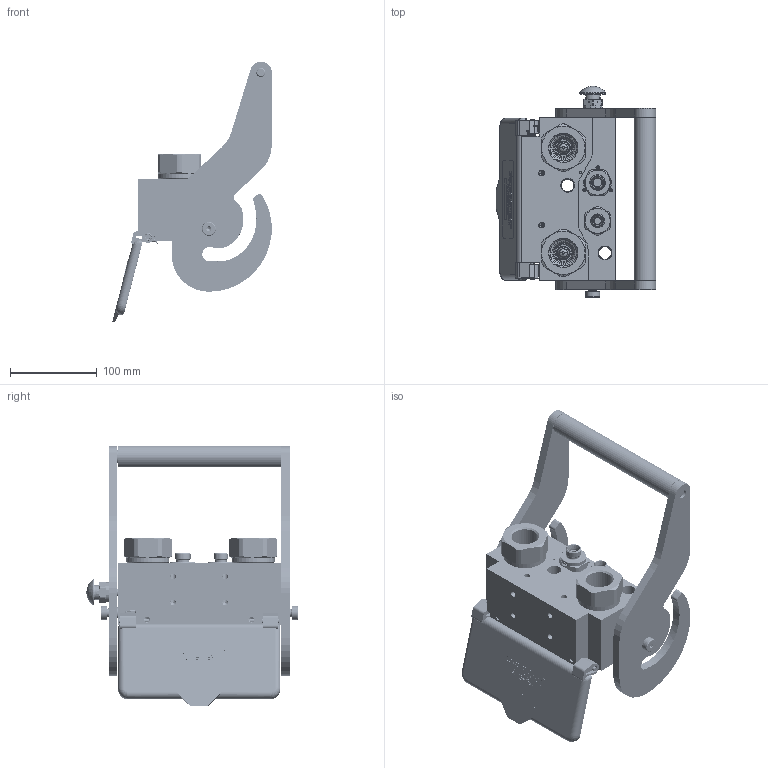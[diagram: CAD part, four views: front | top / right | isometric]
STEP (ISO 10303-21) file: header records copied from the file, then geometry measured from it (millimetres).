
FILE_DESCRIPTION (( 'STEP AP214' ), '1' );
FILE_NAME ('FASTER.step', '2025-12-12T12:15:34', ( '' ), ( '' ), 'SwSTEP 2.0', 'SolidWorks 2017', '' );
FILE_SCHEMA (( 'AUTOMOTIVE_DESIGN' ));
Length unit declared in the file: millimetre
Products named in the file (35): 4830_001_0005_301.prt; A_2ffnb1_gas_f; 4850_001_0001_005.prt; Copia di or1_5x7_m.prt; Copia di 4840_027_0000_001.prt; 2ffnb12-2_18_f; 2ffnb1_gas_f; 4860_013_0000_000.prt; 4340_014_0000_000; Copia di 0048_042_0412_001.prt; P4A_F_BASE; 4830_025_1000_000.prt; Copia di 4860_024_0000_020.prt; Copia di 4860_024_0000_010.prt; 4830_022_0000_011.prt; et011; 4830_001_0005_300.prt; 2ffnb12-2_16_f; 4850_050_0000_000.prt; 4830_001_0004_000.prt; FASTER; 4830_025_2000_000.prt; A_2ffnb12-2_18_f; 4142_072_1000_300; 4860_020_0003_000.prt; 4830_070_0000_001.prt; curs_molla_1; Copia di 4830_025_0000_001.prt; curs_molla_12; A_2ffnb12-2_16_f; 4860_024_0002_000.asm; 4860_024_0002_000; sicura_p5.asm
Assembly tree (39 placements, depth 4):
  FASTER
    P4A_F_BASE
      4860_020_0003_000.prt
      4860_013_0000_000.prt  x2
      4830_001_0004_000.prt  x2
      4850_050_0000_000.prt  x2
      4830_001_0005_301.prt
      4850_001_0001_005.prt
      4830_001_0005_300.prt
    A_2ffnb1_gas_f  x2
      curs_molla_1
      2ffnb1_gas_f
    A_2ffnb12-2_18_f
      curs_molla_12
        4340_014_0000_000
        4142_072_1000_300
      2ffnb12-2_18_f
        2ffnb12-2_18_f
    A_2ffnb12-2_16_f
      curs_molla_12
        4340_014_0000_000
        4142_072_1000_300
      2ffnb12-2_16_f
        2ffnb12-2_16_f
    4860_024_0002_000
      4860_024_0002_000.asm
        Copia di 4840_027_0000_001.prt
        Copia di 4860_024_0000_010.prt
        Copia di 4860_024_0000_020.prt
      4830_025_1000_000.prt
      sicura_p5.asm
        Copia di 4830_025_0000_001.prt
        Copia di or1_5x7_m.prt
        Copia di 0048_042_0412_001.prt
      4830_070_0000_001.prt
      4830_022_0000_011.prt
      4830_025_2000_000.prt
    et011
Bounding box: 183.81 x 243.58 x 300.14 mm (x, y, z)
Volume: 364305 mm3; surface area: 438763 mm2
Topology: 24 solids, 71 shells, 3903 faces, 9918 edges, 6281 vertices
Faces by surface type: plane 1998, cylinder 784, cone 462, bspline 336, torus 292, sphere 31
Entity records: 151292 total; most frequent: CARTESIAN_POINT 59407, ORIENTED_EDGE 17442, DIRECTION 15857, EDGE_CURVE 8907, LINE 5773, VECTOR 5773, VERTEX_POINT 5709, AXIS2_PLACEMENT_3D 5042
